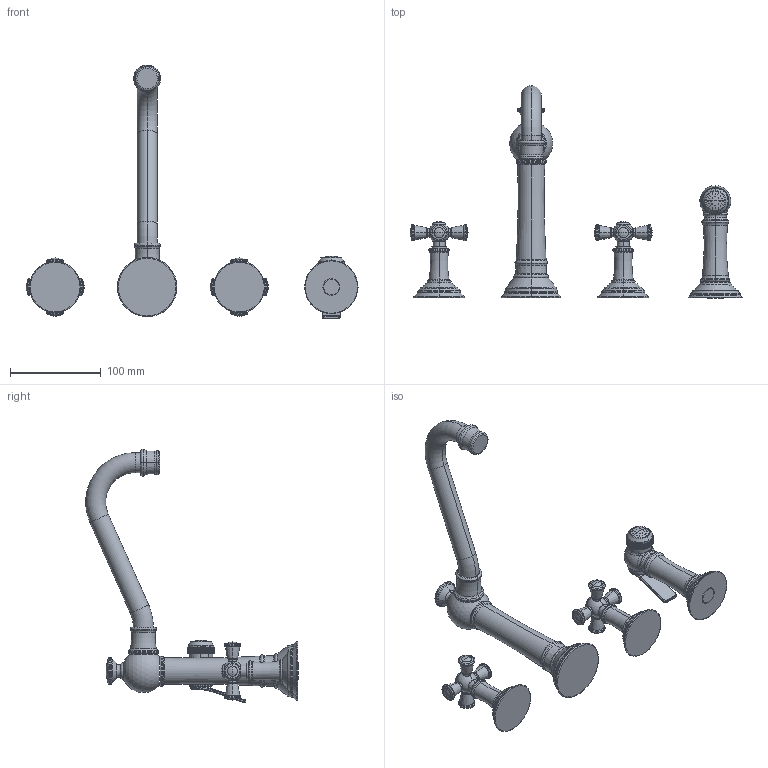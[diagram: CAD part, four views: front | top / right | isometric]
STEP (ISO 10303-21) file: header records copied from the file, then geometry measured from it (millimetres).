
FILE_DESCRIPTION((''),'2;1');
FILE_NAME('2470-5432','2021-03-05T16:11:06',('rsmith'),(''),'CREO PARAMETRIC BY PTC INC, 2018400','CREO PARAMETRIC BY PTC INC, 2018400','');
FILE_SCHEMA(('AUTOMOTIVE_DESIGN { 1 0 10303 214 1 1 1 1 }'));
Length unit declared in the file: inch
Products named in the file (1): 2470-5432
Bounding box: 366.3 x 234.27 x 280.15 mm (x, y, z)
Volume: 544021.9 mm3; surface area: 105398.2 mm2
Topology: 5 solids, 5 shells, 986 faces, 2485 edges, 1507 vertices
Faces by surface type: plane 294, torus 286, cylinder 230, bspline 129, sphere 32, cone 13, revolution 2
Entity records: 59345 total; most frequent: CARTESIAN_POINT 19891, DIRECTION 4964, ORIENTED_EDGE 4922, PRESENTATION_STYLE_ASSIGNMENT 3376, STYLED_ITEM 2468, CURVE_STYLE 2463, EDGE_CURVE 2461, AXIS2_PLACEMENT_3D 2062
